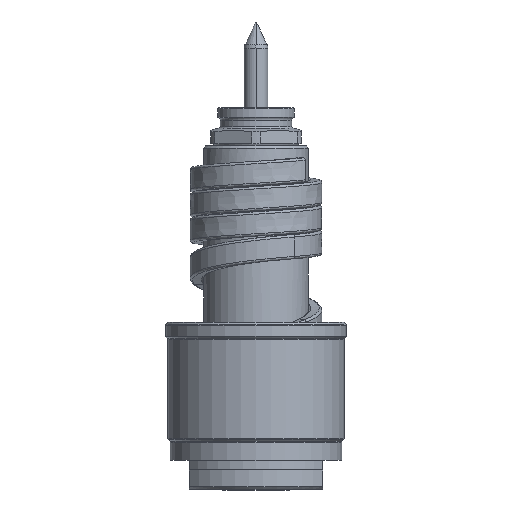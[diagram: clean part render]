
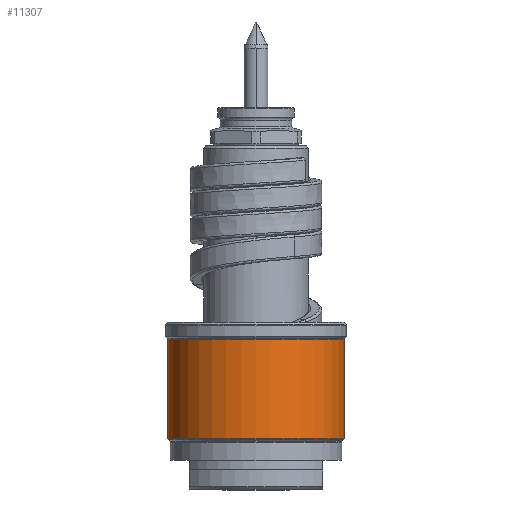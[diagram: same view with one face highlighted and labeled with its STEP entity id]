
A CAD part, front view. The second image highlights one B-rep face of the part: STEP entity #11307.
In plain terms, the highlighted cylindrical face has radius 18.5 mm (diameter 37 mm), a partial arc.
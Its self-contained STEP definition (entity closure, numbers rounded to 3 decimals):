
#3893=CARTESIAN_POINT('',(0.,0.,10.583));
#3894=DIRECTION('',(0.,0.,1.));
#3895=DIRECTION('',(-1.,0.,0.));
#3896=AXIS2_PLACEMENT_3D('',#3893,#3894,#3895);
#3898=DIRECTION('',(0.,0.,-1.));
#3899=VECTOR('',#3898,20.834);
#3900=CARTESIAN_POINT('',(-18.5,0.,31.417));
#3901=LINE('',#3900,#3899);
#3902=CARTESIAN_POINT('',(0.,0.,31.417));
#3903=DIRECTION('',(0.,0.,1.));
#3904=DIRECTION('',(-1.,0.,0.));
#3905=AXIS2_PLACEMENT_3D('',#3902,#3903,#3904);
#3907=DIRECTION('',(0.,0.,-1.));
#3908=VECTOR('',#3907,20.834);
#3909=CARTESIAN_POINT('',(18.5,0.,31.417));
#3910=LINE('',#3909,#3908);
#5685=CARTESIAN_POINT('',(18.5,0.,31.417));
#5686=CARTESIAN_POINT('',(-18.5,0.,31.417));
#5687=VERTEX_POINT('',#5685);
#5688=VERTEX_POINT('',#5686);
#5711=CARTESIAN_POINT('',(18.5,0.,10.583));
#5712=VERTEX_POINT('',#5711);
#5713=CARTESIAN_POINT('',(-18.5,0.,10.583));
#5714=VERTEX_POINT('',#5713);
#11295=CARTESIAN_POINT('',(0.,0.,8.75));
#11296=DIRECTION('',(0.,0.,1.));
#11297=DIRECTION('',(-1.,0.,0.));
#11298=AXIS2_PLACEMENT_3D('',#11295,#11296,#11297);
#11299=CYLINDRICAL_SURFACE('',#11298,18.5);
#11300=ORIENTED_EDGE('',*,*,#9326,.F.);
#11301=ORIENTED_EDGE('',*,*,#9307,.F.);
#11303=ORIENTED_EDGE('',*,*,#11302,.T.);
#11304=ORIENTED_EDGE('',*,*,#9303,.T.);
#11305=EDGE_LOOP('',(#11300,#11301,#11303,#11304));
#11306=FACE_OUTER_BOUND('',#11305,.F.);
#3897=CIRCLE('',#3896,18.5);
#3906=CIRCLE('',#3905,18.5);
#9303=EDGE_CURVE('',#5687,#5712,#3910,.T.);
#9307=EDGE_CURVE('',#5688,#5714,#3901,.T.);
#9326=EDGE_CURVE('',#5714,#5712,#3897,.T.);
#11302=EDGE_CURVE('',#5688,#5687,#3906,.T.);
#11307=ADVANCED_FACE('',(#11306),#11299,.T.);
